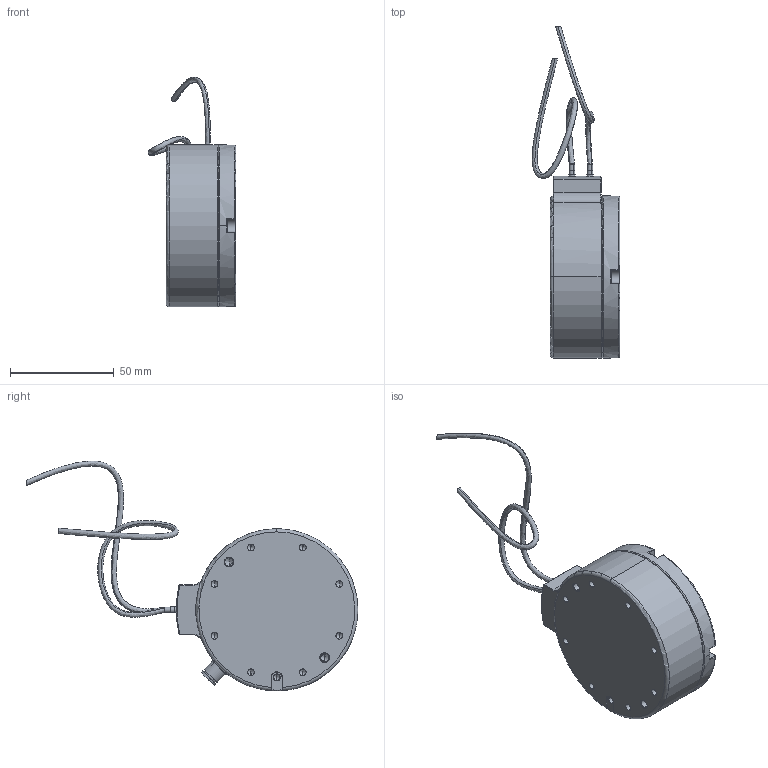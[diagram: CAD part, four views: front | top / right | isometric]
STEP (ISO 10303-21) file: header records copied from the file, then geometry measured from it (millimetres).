
FILE_DESCRIPTION (( 'STEP AP203' ), '1' );
FILE_NAME ('05.STEP', '2020-03-24T09:05:52', ( 'td' ), ( '' ), 'SwSTEP 2.0', 'SolidWorks 2018', '' );
FILE_SCHEMA (( 'CONFIG_CONTROL_DESIGN' ));
Length unit declared in the file: millimetre
Products named in the file (1): 05
Bounding box: 42.12 x 159.65 x 110.56 mm (x, y, z)
Volume: 149155.5 mm3; surface area: 43952.2 mm2
Topology: 1 solids, 14 shells, 779 faces, 1902 edges, 1159 vertices
Faces by surface type: plane 256, cylinder 239, cone 154, torus 96, bspline 18, sphere 16
Entity records: 29527 total; most frequent: CARTESIAN_POINT 11252, DIRECTION 4060, ORIENTED_EDGE 3612, EDGE_CURVE 1806, AXIS2_PLACEMENT_3D 1687, VERTEX_POINT 1135, CIRCLE 925, EDGE_LOOP 913
